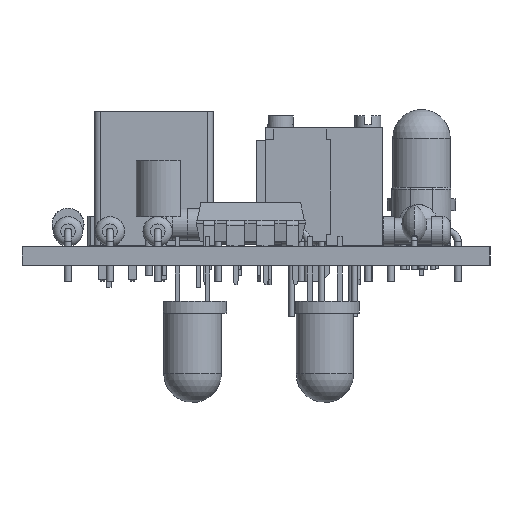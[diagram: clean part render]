
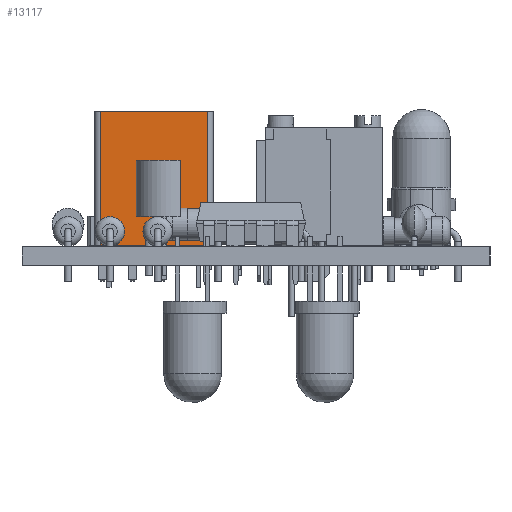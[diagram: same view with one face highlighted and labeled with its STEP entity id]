
A CAD part, left-side view. The second image highlights one B-rep face of the part: STEP entity #13117.
In plain terms, the highlighted planar face has unit normal (-1, 0, 0).
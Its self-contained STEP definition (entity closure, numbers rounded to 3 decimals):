
#11711 = PLANE('',#11712);
#11712 = AXIS2_PLACEMENT_3D('',#11713,#11714,#11715);
#11713 = CARTESIAN_POINT('',(-1.26,-1.24,0.));
#11714 = DIRECTION('',(0.,0.,-1.));
#11715 = DIRECTION('',(-1.,0.,0.));
#11925 = VERTEX_POINT('',#11926);
#11926 = CARTESIAN_POINT('',(-1.26,-0.74,0.));
#11941 = CYLINDRICAL_SURFACE('',#11942,0.5);
#11942 = AXIS2_PLACEMENT_3D('',#11943,#11944,#11945);
#11943 = CARTESIAN_POINT('',(-0.76,-0.74,0.));
#11944 = DIRECTION('',(0.,0.,1.));
#11945 = DIRECTION('',(0.,-1.,0.));
#11953 = EDGE_CURVE('',#11954,#11925,#11956,.T.);
#11954 = VERTEX_POINT('',#11955);
#11955 = CARTESIAN_POINT('',(-1.26,8.36,0.));
#11956 = SURFACE_CURVE('',#11957,(#11961,#11968),.PCURVE_S1.);
#11957 = LINE('',#11958,#11959);
#11958 = CARTESIAN_POINT('',(-1.26,8.86,0.));
#11959 = VECTOR('',#11960,1.);
#11960 = DIRECTION('',(0.,-1.,0.));
#11961 = PCURVE('',#11711,#11962);
#11962 = DEFINITIONAL_REPRESENTATION('',(#11963),#11967);
#11963 = LINE('',#11964,#11965);
#11964 = CARTESIAN_POINT('',(0.,10.1));
#11965 = VECTOR('',#11966,1.);
#11966 = DIRECTION('',(0.,-1.));
#11967 = ( GEOMETRIC_REPRESENTATION_CONTEXT(2) 
PARAMETRIC_REPRESENTATION_CONTEXT() REPRESENTATION_CONTEXT('2D SPACE',''
  ) );
#11968 = PCURVE('',#11969,#11974);
#11969 = PLANE('',#11970);
#11970 = AXIS2_PLACEMENT_3D('',#11971,#11972,#11973);
#11971 = CARTESIAN_POINT('',(-1.26,8.86,0.));
#11972 = DIRECTION('',(1.,0.,0.));
#11973 = DIRECTION('',(0.,-1.,0.));
#11974 = DEFINITIONAL_REPRESENTATION('',(#11975),#11979);
#11975 = LINE('',#11976,#11977);
#11976 = CARTESIAN_POINT('',(0.,0.));
#11977 = VECTOR('',#11978,1.);
#11978 = DIRECTION('',(1.,0.));
#11979 = ( GEOMETRIC_REPRESENTATION_CONTEXT(2) 
PARAMETRIC_REPRESENTATION_CONTEXT() REPRESENTATION_CONTEXT('2D SPACE',''
  ) );
#12002 = CYLINDRICAL_SURFACE('',#12003,0.5);
#12003 = AXIS2_PLACEMENT_3D('',#12004,#12005,#12006);
#12004 = CARTESIAN_POINT('',(-0.76,8.36,0.));
#12005 = DIRECTION('',(0.,0.,1.));
#12006 = DIRECTION('',(0.,1.,0.));
#12981 = PLANE('',#12982);
#12982 = AXIS2_PLACEMENT_3D('',#12983,#12984,#12985);
#12983 = CARTESIAN_POINT('',(-1.26,-1.24,11.4));
#12984 = DIRECTION('',(0.,0.,-1.));
#12985 = DIRECTION('',(-1.,0.,0.));
#13019 = VERTEX_POINT('',#13020);
#13020 = CARTESIAN_POINT('',(-1.26,-0.74,11.4));
#13042 = EDGE_CURVE('',#11925,#13019,#13043,.T.);
#13043 = SURFACE_CURVE('',#13044,(#13048,#13055),.PCURVE_S1.);
#13044 = LINE('',#13045,#13046);
#13045 = CARTESIAN_POINT('',(-1.26,-0.74,0.));
#13046 = VECTOR('',#13047,1.);
#13047 = DIRECTION('',(0.,0.,1.));
#13048 = PCURVE('',#11941,#13049);
#13049 = DEFINITIONAL_REPRESENTATION('',(#13050),#13054);
#13050 = LINE('',#13051,#13052);
#13051 = CARTESIAN_POINT('',(4.712,0.));
#13052 = VECTOR('',#13053,1.);
#13053 = DIRECTION('',(0.,1.));
#13054 = ( GEOMETRIC_REPRESENTATION_CONTEXT(2) 
PARAMETRIC_REPRESENTATION_CONTEXT() REPRESENTATION_CONTEXT('2D SPACE',''
  ) );
#13055 = PCURVE('',#11969,#13056);
#13056 = DEFINITIONAL_REPRESENTATION('',(#13057),#13061);
#13057 = LINE('',#13058,#13059);
#13058 = CARTESIAN_POINT('',(9.6,0.));
#13059 = VECTOR('',#13060,1.);
#13060 = DIRECTION('',(0.,-1.));
#13061 = ( GEOMETRIC_REPRESENTATION_CONTEXT(2) 
PARAMETRIC_REPRESENTATION_CONTEXT() REPRESENTATION_CONTEXT('2D SPACE',''
  ) );
#13117 = ADVANCED_FACE('',(#13118),#11969,.F.);
#13118 = FACE_BOUND('',#13119,.F.);
#13119 = EDGE_LOOP('',(#13120,#13121,#13144,#13165));
#13120 = ORIENTED_EDGE('',*,*,#11953,.F.);
#13121 = ORIENTED_EDGE('',*,*,#13122,.T.);
#13122 = EDGE_CURVE('',#11954,#13123,#13125,.T.);
#13123 = VERTEX_POINT('',#13124);
#13124 = CARTESIAN_POINT('',(-1.26,8.36,11.4));
#13125 = SURFACE_CURVE('',#13126,(#13130,#13137),.PCURVE_S1.);
#13126 = LINE('',#13127,#13128);
#13127 = CARTESIAN_POINT('',(-1.26,8.36,0.));
#13128 = VECTOR('',#13129,1.);
#13129 = DIRECTION('',(0.,0.,1.));
#13130 = PCURVE('',#11969,#13131);
#13131 = DEFINITIONAL_REPRESENTATION('',(#13132),#13136);
#13132 = LINE('',#13133,#13134);
#13133 = CARTESIAN_POINT('',(0.5,0.));
#13134 = VECTOR('',#13135,1.);
#13135 = DIRECTION('',(0.,-1.));
#13136 = ( GEOMETRIC_REPRESENTATION_CONTEXT(2) 
PARAMETRIC_REPRESENTATION_CONTEXT() REPRESENTATION_CONTEXT('2D SPACE',''
  ) );
#13137 = PCURVE('',#12002,#13138);
#13138 = DEFINITIONAL_REPRESENTATION('',(#13139),#13143);
#13139 = LINE('',#13140,#13141);
#13140 = CARTESIAN_POINT('',(1.571,0.));
#13141 = VECTOR('',#13142,1.);
#13142 = DIRECTION('',(0.,1.));
#13143 = ( GEOMETRIC_REPRESENTATION_CONTEXT(2) 
PARAMETRIC_REPRESENTATION_CONTEXT() REPRESENTATION_CONTEXT('2D SPACE',''
  ) );
#13144 = ORIENTED_EDGE('',*,*,#13145,.T.);
#13145 = EDGE_CURVE('',#13123,#13019,#13146,.T.);
#13146 = SURFACE_CURVE('',#13147,(#13151,#13158),.PCURVE_S1.);
#13147 = LINE('',#13148,#13149);
#13148 = CARTESIAN_POINT('',(-1.26,8.86,11.4));
#13149 = VECTOR('',#13150,1.);
#13150 = DIRECTION('',(0.,-1.,0.));
#13151 = PCURVE('',#11969,#13152);
#13152 = DEFINITIONAL_REPRESENTATION('',(#13153),#13157);
#13153 = LINE('',#13154,#13155);
#13154 = CARTESIAN_POINT('',(0.,-11.4));
#13155 = VECTOR('',#13156,1.);
#13156 = DIRECTION('',(1.,0.));
#13157 = ( GEOMETRIC_REPRESENTATION_CONTEXT(2) 
PARAMETRIC_REPRESENTATION_CONTEXT() REPRESENTATION_CONTEXT('2D SPACE',''
  ) );
#13158 = PCURVE('',#12981,#13159);
#13159 = DEFINITIONAL_REPRESENTATION('',(#13160),#13164);
#13160 = LINE('',#13161,#13162);
#13161 = CARTESIAN_POINT('',(0.,10.1));
#13162 = VECTOR('',#13163,1.);
#13163 = DIRECTION('',(0.,-1.));
#13164 = ( GEOMETRIC_REPRESENTATION_CONTEXT(2) 
PARAMETRIC_REPRESENTATION_CONTEXT() REPRESENTATION_CONTEXT('2D SPACE',''
  ) );
#13165 = ORIENTED_EDGE('',*,*,#13042,.F.);
